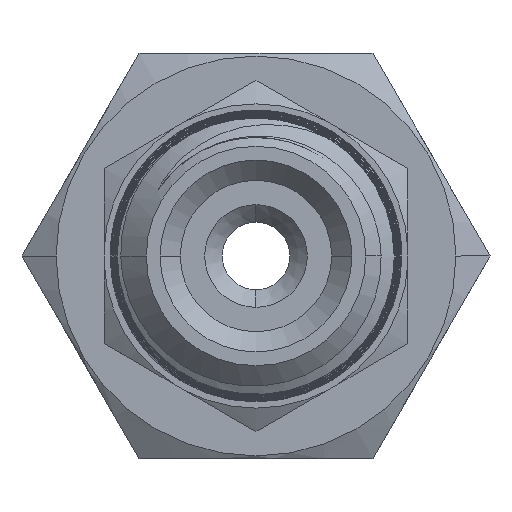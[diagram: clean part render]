
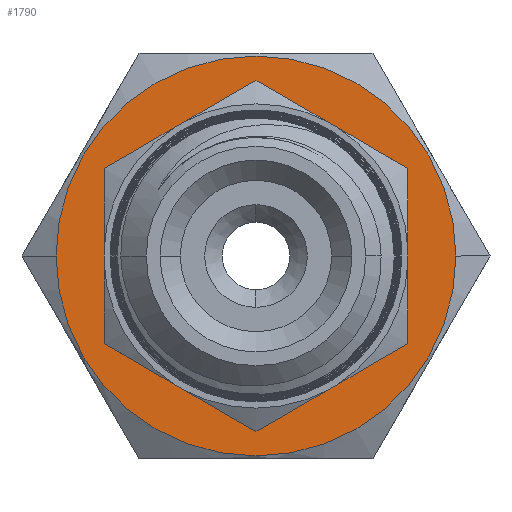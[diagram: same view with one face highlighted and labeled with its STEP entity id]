
A CAD part, left-side view. The second image highlights one B-rep face of the part: STEP entity #1790.
In plain terms, the highlighted planar face has unit normal (-1, 0, 0).
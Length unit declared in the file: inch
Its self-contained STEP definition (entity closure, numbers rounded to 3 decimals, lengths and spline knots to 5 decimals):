
#398 = CIRCLE ( 'NONE', #17016, 0.37 ) ;
#1154 = ORIENTED_EDGE ( 'NONE', *, *, #10229, .T. ) ;
#1208 = CARTESIAN_POINT ( 'NONE',  ( -0.6325, 0., 0. ) ) ;
#1790 = ADVANCED_FACE ( 'NONE', ( #9252, #12367 ), #19044, .T. ) ;
#2222 = EDGE_CURVE ( 'NONE', #11257, #4375, #12034, .T. ) ;
#2351 = CARTESIAN_POINT ( 'NONE',  ( -0.6325, -0.37, 0. ) ) ;
#3700 = AXIS2_PLACEMENT_3D ( 'NONE', #9585, #3984, #23667 ) ;
#3984 = DIRECTION ( 'NONE',  ( 1., 0., 0. ) ) ;
#4196 = EDGE_CURVE ( 'NONE', #9978, #14506, #4510, .T. ) ;
#4375 = VERTEX_POINT ( 'NONE', #10765 ) ;
#4510 = CIRCLE ( 'NONE', #3700, 0.37 ) ;
#5530 = DIRECTION ( 'NONE',  ( 0., 1., 0. ) ) ;
#6284 = DIRECTION ( 'NONE',  ( 1., 0., 0. ) ) ;
#7216 = DIRECTION ( 'NONE',  ( 1., 0., 0. ) ) ;
#8346 = DIRECTION ( 'NONE',  ( 0., 1., 0. ) ) ;
#9128 = AXIS2_PLACEMENT_3D ( 'NONE', #11569, #9499, #5530 ) ;
#9252 = FACE_BOUND ( 'NONE', #16501, .T. ) ;
#9389 = CARTESIAN_POINT ( 'NONE',  ( -0.6325, 0.20675, 0. ) ) ;
#9499 = DIRECTION ( 'NONE',  ( 1., 0., 0. ) ) ;
#9585 = CARTESIAN_POINT ( 'NONE',  ( -0.6325, 0., 0. ) ) ;
#9978 = VERTEX_POINT ( 'NONE', #2351 ) ;
#10229 = EDGE_CURVE ( 'NONE', #4375, #11257, #23320, .T. ) ;
#10765 = CARTESIAN_POINT ( 'NONE',  ( -0.6325, 0.20675, 0. ) ) ;
#11257 = VERTEX_POINT ( 'NONE', #19619 ) ;
#11569 = CARTESIAN_POINT ( 'NONE',  ( -0.6325, 0., 0. ) ) ;
#11634 = ORIENTED_EDGE ( 'NONE', *, *, #23952, .F. ) ;
#12034 = CIRCLE ( 'NONE', #9128, 0.20675 ) ;
#12367 = FACE_OUTER_BOUND ( 'NONE', #16022, .T. ) ;
#14127 = ORIENTED_EDGE ( 'NONE', *, *, #4196, .F. ) ;
#14506 = VERTEX_POINT ( 'NONE', #21623 ) ;
#15605 = ORIENTED_EDGE ( 'NONE', *, *, #2222, .T. ) ;
#16022 = EDGE_LOOP ( 'NONE', ( #11634, #14127 ) ) ;
#16416 = AXIS2_PLACEMENT_3D ( 'NONE', #1208, #7216, #17122 ) ;
#16501 = EDGE_LOOP ( 'NONE', ( #1154, #15605 ) ) ;
#17016 = AXIS2_PLACEMENT_3D ( 'NONE', #22323, #6284, #8346 ) ;
#17122 = DIRECTION ( 'NONE',  ( 0., 1., 0. ) ) ;
#17197 = AXIS2_PLACEMENT_3D ( 'NONE', #9389, #21046, #23210 ) ;
#19044 = PLANE ( 'NONE',  #17197 ) ;
#19619 = CARTESIAN_POINT ( 'NONE',  ( -0.6325, -0.20675, 0. ) ) ;
#21046 = DIRECTION ( 'NONE',  ( -1., 0., 0. ) ) ;
#21623 = CARTESIAN_POINT ( 'NONE',  ( -0.6325, 0.37, 0. ) ) ;
#22323 = CARTESIAN_POINT ( 'NONE',  ( -0.6325, 0., 0. ) ) ;
#23210 = DIRECTION ( 'NONE',  ( 0., -1., 0. ) ) ;
#23320 = CIRCLE ( 'NONE', #16416, 0.20675 ) ;
#23667 = DIRECTION ( 'NONE',  ( 0., 1., 0. ) ) ;
#23952 = EDGE_CURVE ( 'NONE', #14506, #9978, #398, .T. ) ;
